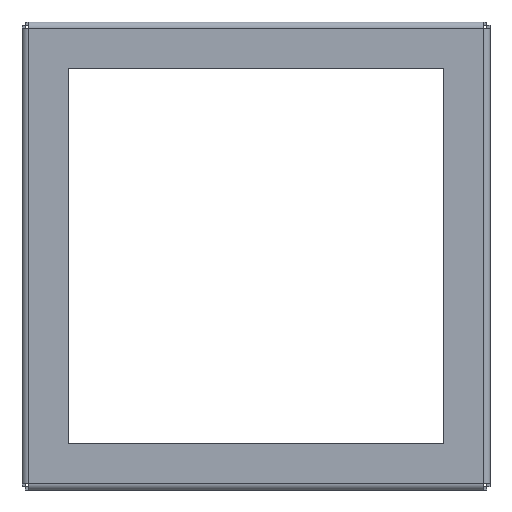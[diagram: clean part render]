
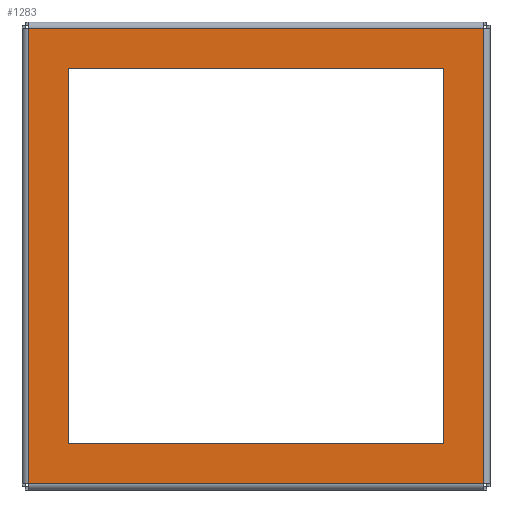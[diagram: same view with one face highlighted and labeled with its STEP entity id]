
A CAD part, front view. The second image highlights one B-rep face of the part: STEP entity #1283.
In plain terms, the highlighted planar face has unit normal (0, -1, 0).
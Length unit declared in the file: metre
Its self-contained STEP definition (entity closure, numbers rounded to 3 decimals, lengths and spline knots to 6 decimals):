
#68=ORIENTED_EDGE('',*,*,#428,.F.);
#69=ORIENTED_EDGE('',*,*,#429,.T.);
#70=ORIENTED_EDGE('',*,*,#430,.T.);
#71=ORIENTED_EDGE('',*,*,#431,.F.);
#72=ORIENTED_EDGE('',*,*,#419,.F.);
#73=ORIENTED_EDGE('',*,*,#416,.T.);
#74=ORIENTED_EDGE('',*,*,#413,.T.);
#75=ORIENTED_EDGE('',*,*,#422,.F.);
#413=EDGE_CURVE('',#598,#596,#709,.T.);
#416=EDGE_CURVE('',#600,#598,#712,.T.);
#419=EDGE_CURVE('',#600,#602,#715,.T.);
#422=EDGE_CURVE('',#602,#596,#718,.T.);
#428=EDGE_CURVE('',#608,#609,#724,.T.);
#429=EDGE_CURVE('',#608,#610,#725,.T.);
#430=EDGE_CURVE('',#610,#611,#726,.T.);
#431=EDGE_CURVE('',#609,#611,#727,.T.);
#596=VERTEX_POINT('',#1808);
#598=VERTEX_POINT('',#1811);
#600=VERTEX_POINT('',#1817);
#602=VERTEX_POINT('',#1823);
#608=VERTEX_POINT('',#1841);
#609=VERTEX_POINT('',#1842);
#610=VERTEX_POINT('',#1844);
#611=VERTEX_POINT('',#1846);
#709=LINE('',#1810,#877);
#712=LINE('',#1816,#880);
#715=LINE('',#1822,#883);
#718=LINE('',#1828,#886);
#724=LINE('',#1840,#892);
#725=LINE('',#1843,#893);
#726=LINE('',#1845,#894);
#727=LINE('',#1847,#895);
#877=VECTOR('',#1460,1.);
#880=VECTOR('',#1465,1.);
#883=VECTOR('',#1470,1.);
#886=VECTOR('',#1475,1.);
#892=VECTOR('',#1485,1.);
#893=VECTOR('',#1486,1.);
#894=VECTOR('',#1487,1.);
#895=VECTOR('',#1488,1.);
#1050=EDGE_LOOP('',(#68,#69,#70,#71));
#1051=EDGE_LOOP('',(#72,#73,#74,#75));
#1134=FACE_BOUND('',#1050,.T.);
#1135=FACE_BOUND('',#1051,.T.);
#1217=PLANE('',#1370);
#1283=ADVANCED_FACE('',(#1134,#1135),#1217,.T.);
#1370=AXIS2_PLACEMENT_3D('',#1839,#1483,#1484);
#1460=DIRECTION('',(1.,0.,0.));
#1465=DIRECTION('',(0.,0.,1.));
#1470=DIRECTION('',(1.,0.,0.));
#1475=DIRECTION('',(0.,0.,1.));
#1483=DIRECTION('',(0.,-1.,0.));
#1484=DIRECTION('',(1.,0.,0.));
#1485=DIRECTION('',(0.,0.,1.));
#1486=DIRECTION('',(1.,0.,0.));
#1487=DIRECTION('',(0.,0.,1.));
#1488=DIRECTION('',(1.,0.,0.));
#1808=CARTESIAN_POINT('',(0.272,-0.002,0.272));
#1810=CARTESIAN_POINT('',(0.15,-0.002,0.272));
#1811=CARTESIAN_POINT('',(0.028,-0.002,0.272));
#1816=CARTESIAN_POINT('',(0.028,-0.002,0.15));
#1817=CARTESIAN_POINT('',(0.028,-0.002,0.028));
#1822=CARTESIAN_POINT('',(0.15,-0.002,0.028));
#1823=CARTESIAN_POINT('',(0.272,-0.002,0.028));
#1828=CARTESIAN_POINT('',(0.272,-0.002,0.15));
#1839=CARTESIAN_POINT('',(0.15,-0.002,0.15));
#1840=CARTESIAN_POINT('',(0.002,-0.002,0.15));
#1841=CARTESIAN_POINT('',(0.002,-0.002,0.002));
#1842=CARTESIAN_POINT('',(0.002,-0.002,0.298));
#1843=CARTESIAN_POINT('',(0.15,-0.002,0.002));
#1844=CARTESIAN_POINT('',(0.298,-0.002,0.002));
#1845=CARTESIAN_POINT('',(0.298,-0.002,0.15));
#1846=CARTESIAN_POINT('',(0.298,-0.002,0.298));
#1847=CARTESIAN_POINT('',(0.15,-0.002,0.298));
